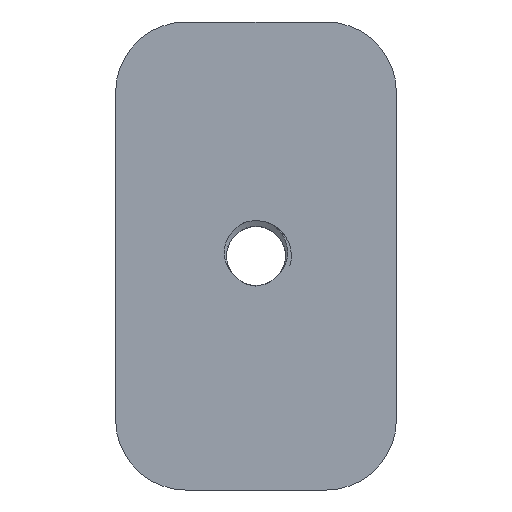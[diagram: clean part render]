
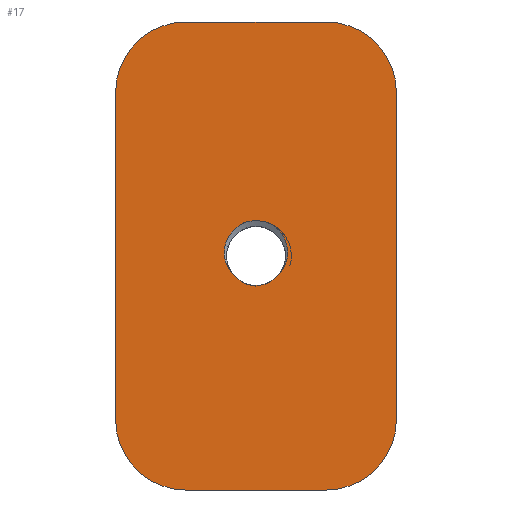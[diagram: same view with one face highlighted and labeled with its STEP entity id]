
A CAD part, left-side view. The second image highlights one B-rep face of the part: STEP entity #17.
In plain terms, the highlighted planar face has unit normal (-1, 0, 0).
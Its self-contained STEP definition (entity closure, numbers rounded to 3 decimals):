
#17 = ADVANCED_FACE('',(#18,#88),#181,.F.);
#18 = FACE_BOUND('',#19,.F.);
#19 = EDGE_LOOP('',(#20,#30,#39,#47,#56,#64,#73,#81));
#20 = ORIENTED_EDGE('',*,*,#21,.T.);
#21 = EDGE_CURVE('',#22,#24,#26,.T.);
#22 = VERTEX_POINT('',#23);
#23 = CARTESIAN_POINT('',(-14.5,60.,-10.));
#24 = VERTEX_POINT('',#25);
#25 = CARTESIAN_POINT('',(-14.5,60.,-24.));
#26 = LINE('',#27,#28);
#27 = CARTESIAN_POINT('',(-14.5,60.,-7.));
#28 = VECTOR('',#29,1.);
#29 = DIRECTION('',(0.,0.,-1.));
#30 = ORIENTED_EDGE('',*,*,#31,.T.);
#31 = EDGE_CURVE('',#24,#32,#34,.T.);
#32 = VERTEX_POINT('',#33);
#33 = CARTESIAN_POINT('',(-14.5,63.,-27.));
#34 = CIRCLE('',#35,3.);
#35 = AXIS2_PLACEMENT_3D('',#36,#37,#38);
#36 = CARTESIAN_POINT('',(-14.5,63.,-24.));
#37 = DIRECTION('',(1.,0.,-0.));
#38 = DIRECTION('',(0.,0.,1.));
#39 = ORIENTED_EDGE('',*,*,#40,.T.);
#40 = EDGE_CURVE('',#32,#41,#43,.T.);
#41 = VERTEX_POINT('',#42);
#42 = CARTESIAN_POINT('',(-14.5,69.,-27.));
#43 = LINE('',#44,#45);
#44 = CARTESIAN_POINT('',(-14.5,60.,-27.));
#45 = VECTOR('',#46,1.);
#46 = DIRECTION('',(0.,1.,0.));
#47 = ORIENTED_EDGE('',*,*,#48,.T.);
#48 = EDGE_CURVE('',#41,#49,#51,.T.);
#49 = VERTEX_POINT('',#50);
#50 = CARTESIAN_POINT('',(-14.5,72.,-24.));
#51 = CIRCLE('',#52,3.);
#52 = AXIS2_PLACEMENT_3D('',#53,#54,#55);
#53 = CARTESIAN_POINT('',(-14.5,69.,-24.));
#54 = DIRECTION('',(1.,0.,0.));
#55 = DIRECTION('',(0.,0.,-1.));
#56 = ORIENTED_EDGE('',*,*,#57,.F.);
#57 = EDGE_CURVE('',#58,#49,#60,.T.);
#58 = VERTEX_POINT('',#59);
#59 = CARTESIAN_POINT('',(-14.5,72.,-10.));
#60 = LINE('',#61,#62);
#61 = CARTESIAN_POINT('',(-14.5,72.,-7.));
#62 = VECTOR('',#63,1.);
#63 = DIRECTION('',(0.,0.,-1.));
#64 = ORIENTED_EDGE('',*,*,#65,.F.);
#65 = EDGE_CURVE('',#66,#58,#68,.T.);
#66 = VERTEX_POINT('',#67);
#67 = CARTESIAN_POINT('',(-14.5,69.,-7.));
#68 = CIRCLE('',#69,3.);
#69 = AXIS2_PLACEMENT_3D('',#70,#71,#72);
#70 = CARTESIAN_POINT('',(-14.5,69.,-10.));
#71 = DIRECTION('',(-1.,-0.,0.));
#72 = DIRECTION('',(0.,0.,-1.));
#73 = ORIENTED_EDGE('',*,*,#74,.F.);
#74 = EDGE_CURVE('',#75,#66,#77,.T.);
#75 = VERTEX_POINT('',#76);
#76 = CARTESIAN_POINT('',(-14.5,63.,-7.));
#77 = LINE('',#78,#79);
#78 = CARTESIAN_POINT('',(-14.5,60.,-7.));
#79 = VECTOR('',#80,1.);
#80 = DIRECTION('',(0.,1.,0.));
#81 = ORIENTED_EDGE('',*,*,#82,.F.);
#82 = EDGE_CURVE('',#22,#75,#83,.T.);
#83 = CIRCLE('',#84,3.);
#84 = AXIS2_PLACEMENT_3D('',#85,#86,#87);
#85 = CARTESIAN_POINT('',(-14.5,63.,-10.));
#86 = DIRECTION('',(-1.,0.,0.));
#87 = DIRECTION('',(0.,0.,1.));
#88 = FACE_BOUND('',#89,.F.);
#89 = EDGE_LOOP('',(#90,#101,#110,#137,#156));
#90 = ORIENTED_EDGE('',*,*,#91,.T.);
#91 = EDGE_CURVE('',#92,#94,#96,.T.);
#92 = VERTEX_POINT('',#93);
#93 = CARTESIAN_POINT('',(-14.5,67.014,-17.748));
#94 = VERTEX_POINT('',#95);
#95 = CARTESIAN_POINT('',(-14.5,66.,-18.26));
#96 = CIRCLE('',#97,1.26);
#97 = AXIS2_PLACEMENT_3D('',#98,#99,#100);
#98 = CARTESIAN_POINT('',(-14.5,66.,-17.));
#99 = DIRECTION('',(-1.,-0.,0.));
#100 = DIRECTION('',(0.,0.,-1.));
#101 = ORIENTED_EDGE('',*,*,#102,.T.);
#102 = EDGE_CURVE('',#94,#103,#105,.T.);
#103 = VERTEX_POINT('',#104);
#104 = CARTESIAN_POINT('',(-14.5,64.986,-17.748));
#105 = CIRCLE('',#106,1.26);
#106 = AXIS2_PLACEMENT_3D('',#107,#108,#109);
#107 = CARTESIAN_POINT('',(-14.5,66.,-17.));
#108 = DIRECTION('',(-1.,-0.,0.));
#109 = DIRECTION('',(0.,0.,-1.));
#110 = ORIENTED_EDGE('',*,*,#111,.T.);
#111 = EDGE_CURVE('',#103,#112,#114,.T.);
#112 = VERTEX_POINT('',#113);
#113 = CARTESIAN_POINT('',(-14.5,65.422,-15.605));
#114 = B_SPLINE_CURVE_WITH_KNOTS('',6,(#115,#116,#117,#118,#119,#120,
    #121,#122,#123,#124,#125,#126,#127,#128,#129,#130,#131,#132,#133,
    #134,#135,#136),.UNSPECIFIED.,.F.,.F.,(7,5,5,5,7),(0.,0.267
    ,0.517,0.76,1.),.UNSPECIFIED.);
#115 = CARTESIAN_POINT('',(-14.5,65.124,-17.876));
#116 = CARTESIAN_POINT('',(-14.5,65.033,-17.804));
#117 = CARTESIAN_POINT('',(-14.5,64.95,-17.72));
#118 = CARTESIAN_POINT('',(-14.5,64.876,-17.628));
#119 = CARTESIAN_POINT('',(-14.5,64.813,-17.527));
#120 = CARTESIAN_POINT('',(-14.5,64.761,-17.419));
#121 = CARTESIAN_POINT('',(-14.5,64.684,-17.202));
#122 = CARTESIAN_POINT('',(-14.5,64.658,-17.093));
#123 = CARTESIAN_POINT('',(-14.5,64.642,-16.981));
#124 = CARTESIAN_POINT('',(-14.5,64.638,-16.868));
#125 = CARTESIAN_POINT('',(-14.5,64.645,-16.755));
#126 = CARTESIAN_POINT('',(-14.5,64.681,-16.534));
#127 = CARTESIAN_POINT('',(-14.5,64.709,-16.427));
#128 = CARTESIAN_POINT('',(-14.5,64.748,-16.323));
#129 = CARTESIAN_POINT('',(-14.5,64.796,-16.222));
#130 = CARTESIAN_POINT('',(-14.5,64.853,-16.126));
#131 = CARTESIAN_POINT('',(-14.5,64.985,-15.947));
#132 = CARTESIAN_POINT('',(-14.5,65.059,-15.864));
#133 = CARTESIAN_POINT('',(-14.5,65.14,-15.787));
#134 = CARTESIAN_POINT('',(-14.5,65.229,-15.718));
#135 = CARTESIAN_POINT('',(-14.5,65.323,-15.657));
#136 = CARTESIAN_POINT('',(-14.5,65.422,-15.605));
#137 = ORIENTED_EDGE('',*,*,#138,.T.);
#138 = EDGE_CURVE('',#112,#139,#141,.T.);
#139 = VERTEX_POINT('',#140);
#140 = CARTESIAN_POINT('',(-14.5,66.578,-15.605));
#141 = B_SPLINE_CURVE_WITH_KNOTS('',5,(#142,#143,#144,#145,#146,#147,
    #148,#149,#150,#151,#152,#153,#154,#155),.UNSPECIFIED.,.F.,.F.,(6,4,
    4,6),(0.,0.48,0.958,1.),.UNSPECIFIED.);
#142 = CARTESIAN_POINT('',(-14.5,65.422,-15.605));
#143 = CARTESIAN_POINT('',(-14.5,65.527,-15.561));
#144 = CARTESIAN_POINT('',(-14.5,65.637,-15.528));
#145 = CARTESIAN_POINT('',(-14.5,65.749,-15.504));
#146 = CARTESIAN_POINT('',(-14.5,65.862,-15.492));
#147 = CARTESIAN_POINT('',(-14.5,66.09,-15.488));
#148 = CARTESIAN_POINT('',(-14.5,66.203,-15.497));
#149 = CARTESIAN_POINT('',(-14.5,66.316,-15.517));
#150 = CARTESIAN_POINT('',(-14.5,66.425,-15.547));
#151 = CARTESIAN_POINT('',(-14.5,66.541,-15.59));
#152 = CARTESIAN_POINT('',(-14.5,66.55,-15.594));
#153 = CARTESIAN_POINT('',(-14.5,66.559,-15.597));
#154 = CARTESIAN_POINT('',(-14.5,66.569,-15.601));
#155 = CARTESIAN_POINT('',(-14.5,66.578,-15.605));
#156 = ORIENTED_EDGE('',*,*,#157,.T.);
#157 = EDGE_CURVE('',#139,#92,#158,.T.);
#158 = B_SPLINE_CURVE_WITH_KNOTS('',6,(#159,#160,#161,#162,#163,#164,
    #165,#166,#167,#168,#169,#170,#171,#172,#173,#174,#175,#176,#177,
    #178,#179,#180),.UNSPECIFIED.,.F.,.F.,(7,5,5,5,7),(0.,0.24
    ,0.483,0.733,1.),.UNSPECIFIED.);
#159 = CARTESIAN_POINT('',(-14.5,66.578,-15.605));
#160 = CARTESIAN_POINT('',(-14.5,66.677,-15.657));
#161 = CARTESIAN_POINT('',(-14.5,66.771,-15.718));
#162 = CARTESIAN_POINT('',(-14.5,66.86,-15.787));
#163 = CARTESIAN_POINT('',(-14.5,66.941,-15.864));
#164 = CARTESIAN_POINT('',(-14.5,67.015,-15.947));
#165 = CARTESIAN_POINT('',(-14.5,67.147,-16.126));
#166 = CARTESIAN_POINT('',(-14.5,67.204,-16.222));
#167 = CARTESIAN_POINT('',(-14.5,67.252,-16.323));
#168 = CARTESIAN_POINT('',(-14.5,67.291,-16.427));
#169 = CARTESIAN_POINT('',(-14.5,67.319,-16.534));
#170 = CARTESIAN_POINT('',(-14.5,67.355,-16.755));
#171 = CARTESIAN_POINT('',(-14.5,67.362,-16.868));
#172 = CARTESIAN_POINT('',(-14.5,67.358,-16.981));
#173 = CARTESIAN_POINT('',(-14.5,67.342,-17.093));
#174 = CARTESIAN_POINT('',(-14.5,67.316,-17.202));
#175 = CARTESIAN_POINT('',(-14.5,67.239,-17.419));
#176 = CARTESIAN_POINT('',(-14.5,67.187,-17.527));
#177 = CARTESIAN_POINT('',(-14.5,67.124,-17.628));
#178 = CARTESIAN_POINT('',(-14.5,67.05,-17.72));
#179 = CARTESIAN_POINT('',(-14.5,66.967,-17.804));
#180 = CARTESIAN_POINT('',(-14.5,66.876,-17.876));
#181 = PLANE('',#182);
#182 = AXIS2_PLACEMENT_3D('',#183,#184,#185);
#183 = CARTESIAN_POINT('',(-14.5,60.,-7.));
#184 = DIRECTION('',(1.,0.,0.));
#185 = DIRECTION('',(0.,1.,0.));
